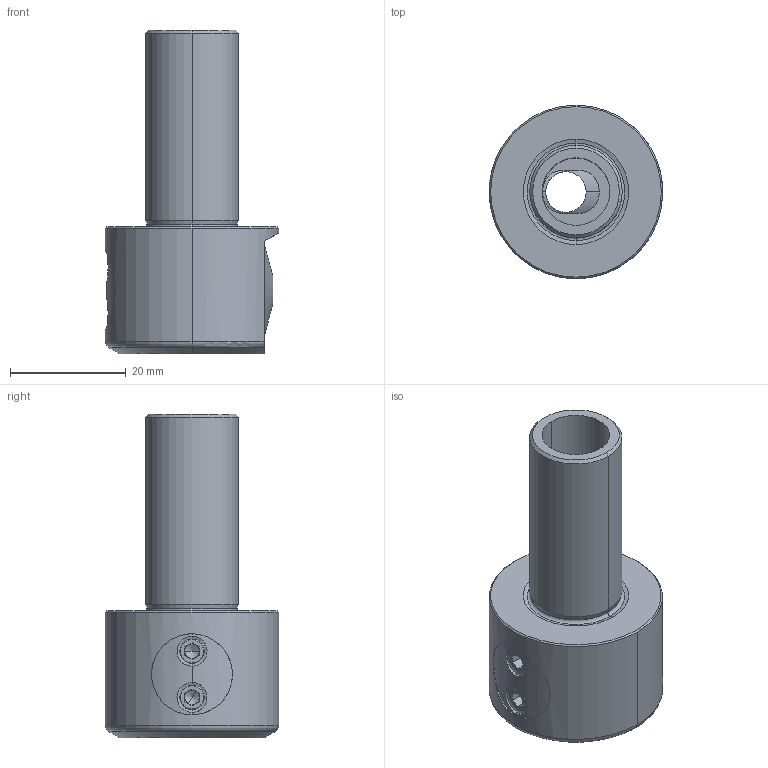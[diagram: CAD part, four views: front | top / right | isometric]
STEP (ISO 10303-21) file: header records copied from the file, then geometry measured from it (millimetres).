
FILE_DESCRIPTION(('no description'),'unknown implementation level');
FILE_NAME('324B05EA-36FF-464F-9749-E27AA70615BA_export.stp',' ',('CIMSOURCE GmbH'),('CADClick - KiM GmbH - www.kimweb.de'),'unknown preprocess','ACIS','unknown authorization');
FILE_SCHEMA(('automotive_design'));
Length unit declared in the file: millimetre
Products named in the file (6): 112.506 Kaiser Ausdrehkopf EWN 0.4-15x�16|690.440 Kaiser ETL M5 X 4D;Schnitt-Linear austragen2; 112.506 Kaiser Ausdrehkopf EWN 0.4-15x�16|112.570 Kaiser RTL �4 X 5.4;Schnitt-Linear austragen1; 112.506 Kaiser Ausdrehkopf EWN 0.4-15x�16|112.560 Kaiser Werkzeugtr�ger EWN 04-15xCK3;Spiegeln1; 112.506 Kaiser Ausdrehkopf EWN 0.4-15x�16|112.534 Kaiser Werkzeugk�rper EWN 0.4-15x�16;<112.534 �16 Zapfen Konfiguration(en)>-<Fase1>
Bounding box: 30 x 30 x 56 mm (x, y, z)
Volume: 16547.2 mm3; surface area: 9621.8 mm2
Topology: 6 solids, 6 shells, 141 faces, 330 edges, 199 vertices
Faces by surface type: plane 59, cylinder 46, cone 29, torus 7
Entity records: 8587 total; most frequent: CARTESIAN_POINT 1507, DIRECTION 676, STYLED_ITEM 672, PRESENTATION_STYLE_ASSIGNMENT 672, COLOUR_RGB 672, ORIENTED_EDGE 652, EDGE_CURVE 326, CURVE_STYLE 326
